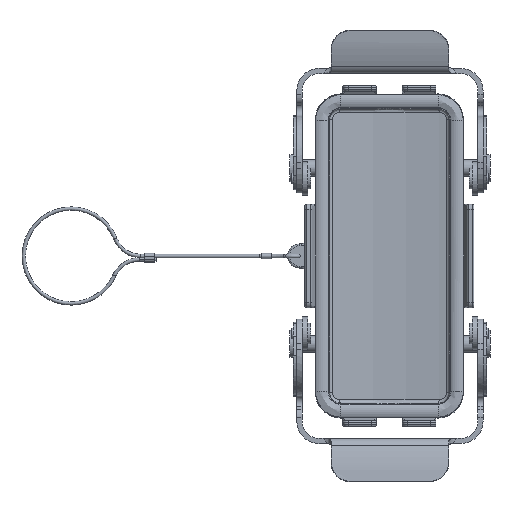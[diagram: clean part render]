
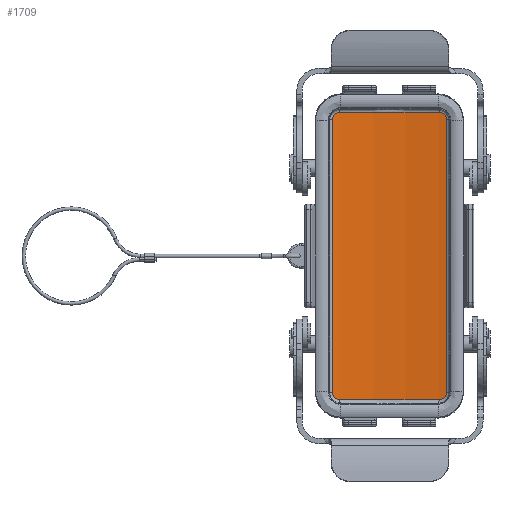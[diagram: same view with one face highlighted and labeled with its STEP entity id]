
A CAD part, front view. The second image highlights one B-rep face of the part: STEP entity #1709.
In plain terms, the highlighted cylindrical face has radius 98.25 mm (diameter 196.5 mm), a partial arc.
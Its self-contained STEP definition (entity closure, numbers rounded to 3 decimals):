
#856=CYLINDRICAL_SURFACE('',#14999,98.25);
#1259=ELLIPSE('',#14997,98.265,98.25);
#1260=ELLIPSE('',#14998,98.265,98.25);
#1352=B_SPLINE_CURVE_WITH_KNOTS('',3,(#23158,#23159,#23160,#23161,#23162,
#23163,#23164,#23165,#23166,#23167,#23168,#23169,#23170,#23171,#23172,#23173),
 .UNSPECIFIED.,.F.,.F.,(4,3,3,3,3,4),(0.,0.211,0.423,
0.64,0.848,1.),.UNSPECIFIED.);
#1353=B_SPLINE_CURVE_WITH_KNOTS('',3,(#23177,#23178,#23179,#23180,#23181,
#23182,#23183,#23184,#23185,#23186,#23187,#23188,#23189,#23190,#23191,#23192),
 .UNSPECIFIED.,.F.,.F.,(4,3,3,3,3,4),(0.,0.22,0.44,
0.661,0.868,1.),.UNSPECIFIED.);
#1354=B_SPLINE_CURVE_WITH_KNOTS('',3,(#23196,#23197,#23198,#23199,#23200,
#23201,#23202,#23203,#23204,#23205,#23206,#23207,#23208,#23209,#23210,#23211),
 .UNSPECIFIED.,.F.,.F.,(4,3,3,3,3,4),(0.,0.211,0.423,
0.64,0.85,1.),.UNSPECIFIED.);
#1355=B_SPLINE_CURVE_WITH_KNOTS('',3,(#23215,#23216,#23217,#23218,#23219,
#23220,#23221,#23222,#23223,#23224,#23225,#23226,#23227,#23228,#23229,#23230),
 .UNSPECIFIED.,.F.,.F.,(4,3,3,3,3,4),(0.,0.22,0.44,
0.661,0.869,1.),.UNSPECIFIED.);
#1709=ADVANCED_FACE('',(#2789),#856,.F.);
#2789=FACE_OUTER_BOUND('',#3537,.T.);
#3537=EDGE_LOOP('',(#6356,#6357,#6358,#6359,#6360,#6361,#6362,#6363));
#6356=ORIENTED_EDGE('',*,*,#11321,.T.);
#6357=ORIENTED_EDGE('',*,*,#11322,.T.);
#6358=ORIENTED_EDGE('',*,*,#11323,.T.);
#6359=ORIENTED_EDGE('',*,*,#11324,.T.);
#6360=ORIENTED_EDGE('',*,*,#11325,.T.);
#6361=ORIENTED_EDGE('',*,*,#11326,.T.);
#6362=ORIENTED_EDGE('',*,*,#11327,.T.);
#6363=ORIENTED_EDGE('',*,*,#11328,.T.);
#9754=VERTEX_POINT('',#23156);
#9755=VERTEX_POINT('',#23157);
#9756=VERTEX_POINT('',#23174);
#9757=VERTEX_POINT('',#23176);
#9758=VERTEX_POINT('',#23193);
#9759=VERTEX_POINT('',#23195);
#9760=VERTEX_POINT('',#23212);
#9761=VERTEX_POINT('',#23214);
#11321=EDGE_CURVE('',#9754,#9755,#13011,.T.);
#11322=EDGE_CURVE('',#9755,#9756,#1352,.T.);
#11323=EDGE_CURVE('',#9756,#9757,#1259,.T.);
#11324=EDGE_CURVE('',#9757,#9758,#1353,.T.);
#11325=EDGE_CURVE('',#9758,#9759,#13012,.T.);
#11326=EDGE_CURVE('',#9759,#9760,#1354,.T.);
#11327=EDGE_CURVE('',#9760,#9761,#1260,.T.);
#11328=EDGE_CURVE('',#9761,#9754,#1355,.T.);
#13011=LINE('',#23155,#13927);
#13012=LINE('',#23194,#13928);
#13927=VECTOR('',#17660,1.);
#13928=VECTOR('',#17663,1.);
#14997=AXIS2_PLACEMENT_3D('',#23175,#17661,#17662);
#14998=AXIS2_PLACEMENT_3D('',#23213,#17664,#17665);
#14999=AXIS2_PLACEMENT_3D('',#23231,#17666,#17667);
#17660=DIRECTION('',(0.,0.,1.));
#17661=DIRECTION('',(0.,0.017,1.));
#17662=DIRECTION('',(0.,-1.,0.017));
#17663=DIRECTION('',(0.,0.,-1.));
#17664=DIRECTION('',(0.,0.017,-1.));
#17665=DIRECTION('',(0.,1.,0.017));
#17666=DIRECTION('',(0.,0.,1.));
#17667=DIRECTION('',(1.,0.,0.));
#23155=CARTESIAN_POINT('',(16.49,13.356,-45.5));
#23156=CARTESIAN_POINT('',(16.49,13.356,-39.6));
#23157=CARTESIAN_POINT('',(16.49,13.356,39.6));
#23158=CARTESIAN_POINT('',(16.49,13.356,39.6));
#23159=CARTESIAN_POINT('',(16.49,13.356,39.831));
#23160=CARTESIAN_POINT('',(16.448,13.363,40.064));
#23161=CARTESIAN_POINT('',(16.371,13.376,40.28));
#23162=CARTESIAN_POINT('',(16.295,13.389,40.497));
#23163=CARTESIAN_POINT('',(16.181,13.409,40.704));
#23164=CARTESIAN_POINT('',(16.039,13.432,40.883));
#23165=CARTESIAN_POINT('',(15.892,13.456,41.067));
#23166=CARTESIAN_POINT('',(15.711,13.486,41.226));
#23167=CARTESIAN_POINT('',(15.511,13.518,41.349));
#23168=CARTESIAN_POINT('',(15.319,13.549,41.466));
#23169=CARTESIAN_POINT('',(15.105,13.582,41.555));
#23170=CARTESIAN_POINT('',(14.887,13.616,41.608));
#23171=CARTESIAN_POINT('',(14.727,13.64,41.646));
#23172=CARTESIAN_POINT('',(14.561,13.665,41.667));
#23173=CARTESIAN_POINT('',(14.397,13.689,41.666));
#23174=CARTESIAN_POINT('',(14.397,13.689,41.666));
#23175=CARTESIAN_POINT('',(0.,-83.5,43.346));
#23176=CARTESIAN_POINT('',(-14.397,13.689,41.666));
#23177=CARTESIAN_POINT('',(-14.397,13.689,41.666));
#23178=CARTESIAN_POINT('',(-14.634,13.654,41.667));
#23179=CARTESIAN_POINT('',(-14.875,13.618,41.625));
#23180=CARTESIAN_POINT('',(-15.099,13.583,41.546));
#23181=CARTESIAN_POINT('',(-15.322,13.548,41.467));
#23182=CARTESIAN_POINT('',(-15.535,13.514,41.35));
#23183=CARTESIAN_POINT('',(-15.721,13.484,41.202));
#23184=CARTESIAN_POINT('',(-15.907,13.454,41.053));
#23185=CARTESIAN_POINT('',(-16.069,13.427,40.866));
#23186=CARTESIAN_POINT('',(-16.191,13.407,40.661));
#23187=CARTESIAN_POINT('',(-16.307,13.387,40.468));
#23188=CARTESIAN_POINT('',(-16.392,13.373,40.253));
#23189=CARTESIAN_POINT('',(-16.442,13.365,40.033));
#23190=CARTESIAN_POINT('',(-16.473,13.359,39.891));
#23191=CARTESIAN_POINT('',(-16.49,13.356,39.746));
#23192=CARTESIAN_POINT('',(-16.49,13.356,39.6));
#23193=CARTESIAN_POINT('',(-16.49,13.356,39.6));
#23194=CARTESIAN_POINT('',(-16.49,13.356,-45.5));
#23195=CARTESIAN_POINT('',(-16.49,13.356,-39.6));
#23196=CARTESIAN_POINT('',(-16.49,13.356,-39.6));
#23197=CARTESIAN_POINT('',(-16.49,13.356,-39.831));
#23198=CARTESIAN_POINT('',(-16.448,13.363,-40.064));
#23199=CARTESIAN_POINT('',(-16.371,13.376,-40.28));
#23200=CARTESIAN_POINT('',(-16.295,13.389,-40.497));
#23201=CARTESIAN_POINT('',(-16.181,13.409,-40.704));
#23202=CARTESIAN_POINT('',(-16.038,13.432,-40.884));
#23203=CARTESIAN_POINT('',(-15.892,13.456,-41.067));
#23204=CARTESIAN_POINT('',(-15.711,13.486,-41.227));
#23205=CARTESIAN_POINT('',(-15.512,13.518,-41.349));
#23206=CARTESIAN_POINT('',(-15.318,13.549,-41.468));
#23207=CARTESIAN_POINT('',(-15.104,13.582,-41.557));
#23208=CARTESIAN_POINT('',(-14.883,13.616,-41.609));
#23209=CARTESIAN_POINT('',(-14.724,13.641,-41.647));
#23210=CARTESIAN_POINT('',(-14.56,13.665,-41.667));
#23211=CARTESIAN_POINT('',(-14.397,13.689,-41.666));
#23212=CARTESIAN_POINT('',(-14.397,13.689,-41.666));
#23213=CARTESIAN_POINT('',(0.,-83.5,-43.346));
#23214=CARTESIAN_POINT('',(14.397,13.689,-41.666));
#23215=CARTESIAN_POINT('',(14.397,13.689,-41.666));
#23216=CARTESIAN_POINT('',(14.634,13.654,-41.667));
#23217=CARTESIAN_POINT('',(14.875,13.618,-41.625));
#23218=CARTESIAN_POINT('',(15.099,13.583,-41.546));
#23219=CARTESIAN_POINT('',(15.322,13.548,-41.467));
#23220=CARTESIAN_POINT('',(15.536,13.514,-41.35));
#23221=CARTESIAN_POINT('',(15.721,13.484,-41.202));
#23222=CARTESIAN_POINT('',(15.907,13.454,-41.053));
#23223=CARTESIAN_POINT('',(16.069,13.427,-40.867));
#23224=CARTESIAN_POINT('',(16.192,13.407,-40.662));
#23225=CARTESIAN_POINT('',(16.308,13.387,-40.468));
#23226=CARTESIAN_POINT('',(16.395,13.373,-40.251));
#23227=CARTESIAN_POINT('',(16.443,13.364,-40.03));
#23228=CARTESIAN_POINT('',(16.474,13.359,-39.889));
#23229=CARTESIAN_POINT('',(16.49,13.356,-39.744));
#23230=CARTESIAN_POINT('',(16.49,13.356,-39.6));
#23231=CARTESIAN_POINT('',(0.,-83.5,-45.5));
